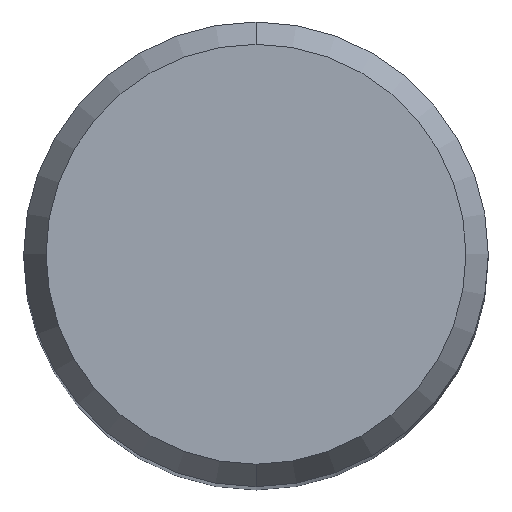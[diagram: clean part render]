
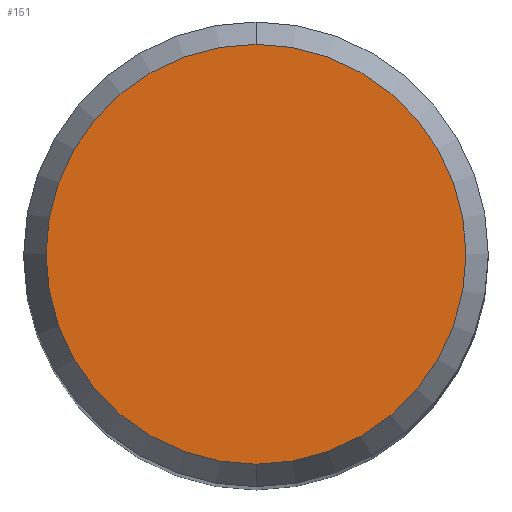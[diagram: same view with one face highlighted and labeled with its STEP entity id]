
A CAD part, top view. The second image highlights one B-rep face of the part: STEP entity #151.
In plain terms, the highlighted planar face has unit normal (0, 0, 1).
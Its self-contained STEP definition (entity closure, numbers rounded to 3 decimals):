
#111=EDGE_CURVE('',#139,#161,#265,.T.);
#139=VERTEX_POINT('',#297);
#151=ADVANCED_FACE('',(#309),#310,.T.);
#161=VERTEX_POINT('',#321);
#177=EDGE_CURVE('',#161,#139,#339,.T.);
#265=CIRCLE('',#428,4.304);
#297=CARTESIAN_POINT('',(0.0,4.304,0.0));
#309=FACE_OUTER_BOUND('',#488,.T.);
#310=PLANE('',#489);
#321=CARTESIAN_POINT('',(0.,-4.304,0.0));
#339=CIRCLE('',#523,4.304);
#428=AXIS2_PLACEMENT_3D('',#630,#631,#632);
#488=EDGE_LOOP('',(#686,#687));
#489=AXIS2_PLACEMENT_3D('',#688,#689,#690);
#523=AXIS2_PLACEMENT_3D('',#717,#718,#719);
#630=CARTESIAN_POINT('',(0.0,0.0,0.0));
#631=DIRECTION('',(0.0,0.0,-1.0));
#632=DIRECTION('',(0.0,1.0,0.0));
#686=ORIENTED_EDGE('',*,*,#111,.F.);
#687=ORIENTED_EDGE('',*,*,#177,.F.);
#688=CARTESIAN_POINT('',(0.0,2.152,0.0));
#689=DIRECTION('',(-0.0,0.0,1.0));
#690=DIRECTION('',(0.0,-1.0,0.0));
#717=CARTESIAN_POINT('',(0.0,0.0,0.0));
#718=DIRECTION('',(0.0,0.0,-1.0));
#719=DIRECTION('',(0.0,1.0,0.0));
